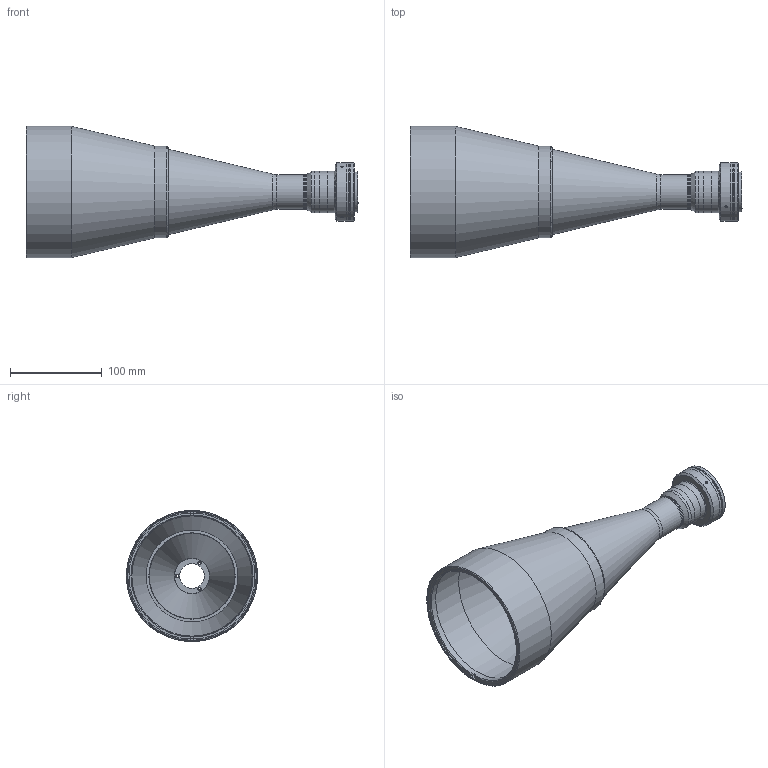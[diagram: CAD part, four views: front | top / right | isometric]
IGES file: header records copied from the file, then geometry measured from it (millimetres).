
Start section: SolidWorks IGES file using analytic representation for surfaces
Global section: file name: DP32160-A_TC10M096-F.igs; native system: SolidWorks 2021; preprocessor: SolidWorks 2021; author: lfspanu; date: 221206.172615; units: millimetre
Bounding box: 361.76 x 143 x 143 mm (x, y, z)
Surface area: 129900.2 mm2 (no closed solid volume)
Topology: 0 solids, 0 shells, 81 faces, 472 edges, 433 vertices
Faces by surface type: revolution 50, bspline 31
